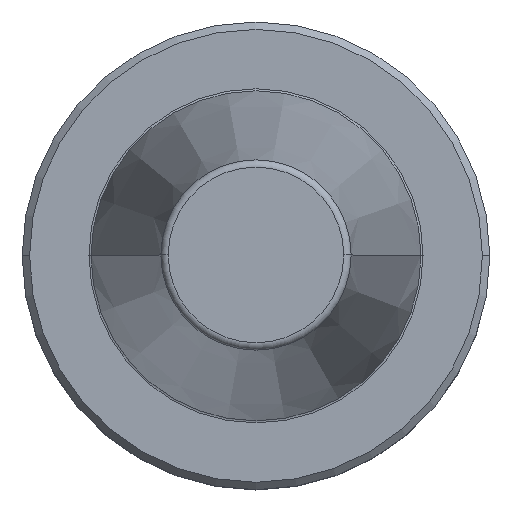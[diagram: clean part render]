
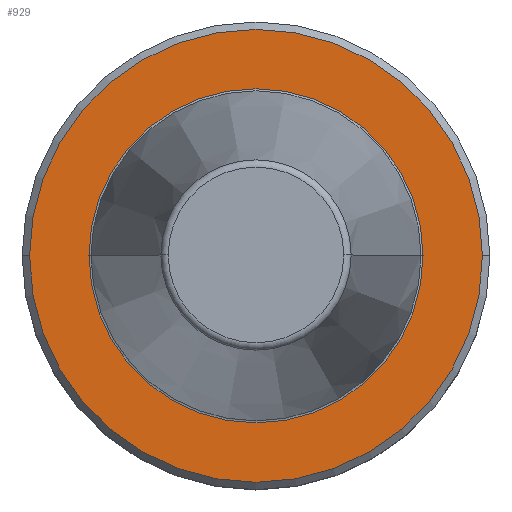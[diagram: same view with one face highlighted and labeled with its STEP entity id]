
A CAD part, top view. The second image highlights one B-rep face of the part: STEP entity #929.
In plain terms, the highlighted planar face has unit normal (0, 0, 1).
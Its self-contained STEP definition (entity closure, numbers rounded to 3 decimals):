
#3 = AXIS2_PLACEMENT_3D ( 'NONE', #16, #576, #99 ) ;
#16 = CARTESIAN_POINT ( 'NONE',  ( 0., 0., -67.4 ) ) ;
#23 = DIRECTION ( 'NONE',  ( 1., 0., 0. ) ) ;
#47 = FACE_BOUND ( 'NONE', #180, .T. ) ;
#82 = VERTEX_POINT ( 'NONE', #534 ) ;
#99 = DIRECTION ( 'NONE',  ( 1., 0., 0. ) ) ;
#152 = CIRCLE ( 'NONE', #218, 30.5 ) ;
#153 = VERTEX_POINT ( 'NONE', #877 ) ;
#180 = EDGE_LOOP ( 'NONE', ( #389, #477 ) ) ;
#218 = AXIS2_PLACEMENT_3D ( 'NONE', #344, #899, #415 ) ;
#254 = CIRCLE ( 'NONE', #3, 30.5 ) ;
#284 = EDGE_CURVE ( 'NONE', #623, #753, #639, .T. ) ;
#334 = CARTESIAN_POINT ( 'NONE',  ( 0., 0., -67.4 ) ) ;
#344 = CARTESIAN_POINT ( 'NONE',  ( 0., 0., -67.4 ) ) ;
#389 = ORIENTED_EDGE ( 'NONE', *, *, #994, .F. ) ;
#394 = DIRECTION ( 'NONE',  ( 0., 0., -1. ) ) ;
#412 = DIRECTION ( 'NONE',  ( 1., 0., 0. ) ) ;
#415 = DIRECTION ( 'NONE',  ( 1., 0., 0. ) ) ;
#443 = AXIS2_PLACEMENT_3D ( 'NONE', #334, #890, #412 ) ;
#477 = ORIENTED_EDGE ( 'NONE', *, *, #284, .F. ) ;
#478 = CIRCLE ( 'NONE', #443, 22.5 ) ;
#501 = DIRECTION ( 'NONE',  ( 0., 0., 1. ) ) ;
#504 = AXIS2_PLACEMENT_3D ( 'NONE', #992, #501, #23 ) ;
#519 = CARTESIAN_POINT ( 'NONE',  ( 22.5, 0., -67.4 ) ) ;
#534 = CARTESIAN_POINT ( 'NONE',  ( -30.5, 0., -67.4 ) ) ;
#535 = EDGE_CURVE ( 'NONE', #153, #82, #254, .T. ) ;
#576 = DIRECTION ( 'NONE',  ( 0., 0., 1. ) ) ;
#623 = VERTEX_POINT ( 'NONE', #667 ) ;
#639 = CIRCLE ( 'NONE', #504, 22.5 ) ;
#648 = FACE_OUTER_BOUND ( 'NONE', #1054, .T. ) ;
#667 = CARTESIAN_POINT ( 'NONE',  ( -22.5, 0., -67.4 ) ) ;
#668 = PLANE ( 'NONE',  #814 ) ;
#696 = CARTESIAN_POINT ( 'NONE',  ( 0., 0., -67.4 ) ) ;
#753 = VERTEX_POINT ( 'NONE', #519 ) ;
#759 = EDGE_CURVE ( 'NONE', #82, #153, #152, .T. ) ;
#814 = AXIS2_PLACEMENT_3D ( 'NONE', #696, #394, #959 ) ;
#830 = ORIENTED_EDGE ( 'NONE', *, *, #535, .T. ) ;
#877 = CARTESIAN_POINT ( 'NONE',  ( 30.5, 0., -67.4 ) ) ;
#890 = DIRECTION ( 'NONE',  ( 0., 0., 1. ) ) ;
#899 = DIRECTION ( 'NONE',  ( 0., 0., 1. ) ) ;
#929 = ADVANCED_FACE ( 'NONE', ( #47, #648 ), #668, .F. ) ;
#959 = DIRECTION ( 'NONE',  ( -1., 0., 0. ) ) ;
#966 = ORIENTED_EDGE ( 'NONE', *, *, #759, .T. ) ;
#992 = CARTESIAN_POINT ( 'NONE',  ( 0., 0., -67.4 ) ) ;
#994 = EDGE_CURVE ( 'NONE', #753, #623, #478, .T. ) ;
#1054 = EDGE_LOOP ( 'NONE', ( #966, #830 ) ) ;
